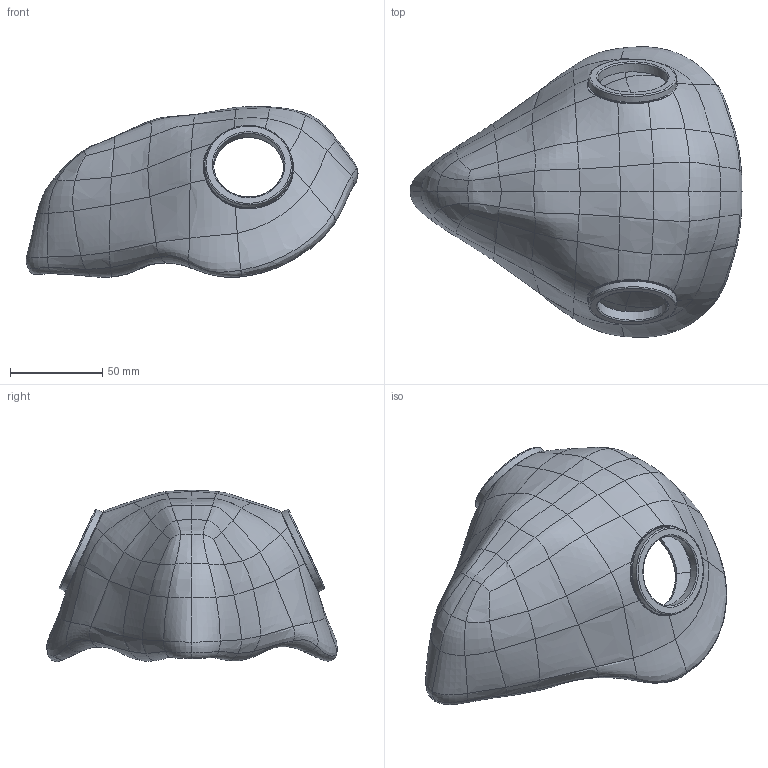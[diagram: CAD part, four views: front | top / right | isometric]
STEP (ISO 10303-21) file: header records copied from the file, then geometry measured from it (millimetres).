
FILE_DESCRIPTION(('FreeCAD Model'),'2;1');
FILE_NAME('Open CASCADE Shape Model','2025-04-29T18:55:55',('FreeCAD'),( 'FreeCAD'),'Open CASCADE STEP processor 7.6','FreeCAD','Unknown');
FILE_SCHEMA(('AUTOMOTIVE_DESIGN { 1 0 10303 214 1 1 1 1 }'));
Products named in the file (1): Open CASCADE STEP translator 7.6 1
Bounding box: 180.41 x 158.18 x 93.06 mm (x, y, z)
Volume: 80591.3 mm3; surface area: 108904.1 mm2
Topology: 1 solids, 1 shells, 363 faces, 755 edges, 394 vertices
Faces by surface type: bspline 363
Entity records: 484825 total; most frequent: CARTESIAN_POINT 480007, ORIENTED_EDGE 1510, EDGE_CURVE 755, B_SPLINE_CURVE_WITH_KNOTS 712, VERTEX_POINT 394, FACE_BOUND 367, EDGE_LOOP 367, ADVANCED_FACE 363
